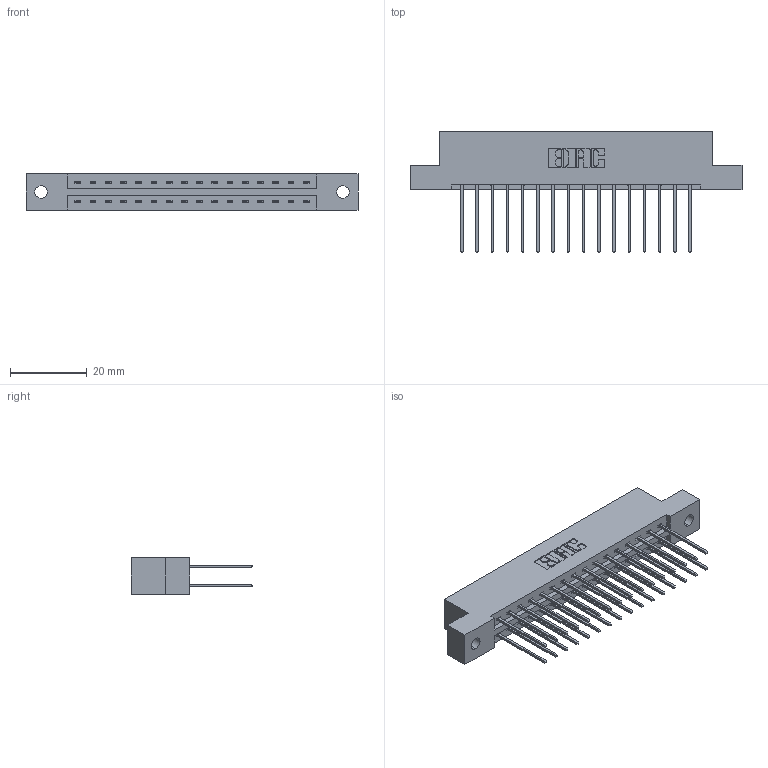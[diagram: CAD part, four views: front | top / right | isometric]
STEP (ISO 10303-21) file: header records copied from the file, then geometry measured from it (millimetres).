
FILE_DESCRIPTION (( 'STEP AP203' ), '1' );
FILE_NAME ('337-032-542-202.STEP', '2019-10-08T19:26:58', ( '' ), ( '' ), 'SwSTEP 2.0', 'SolidWorks 2016', '' );
FILE_SCHEMA (( 'CONFIG_CONTROL_DESIGN' ));
Length unit declared in the file: inch
Products named in the file (3): 337-032-542-202; 345-292-001_345-293-142; 337 Part_Flush Mounting Lugs - 0.128 Dia
Assembly tree (33 placements, depth 2):
  337-032-542-202
    337 Part_Flush Mounting Lugs - 0.128 Dia
    345-292-001_345-293-142  x32
Bounding box: 86.41 x 31.63 x 9.4 mm (x, y, z)
Volume: 8873.1 mm3; surface area: 10249.4 mm2
Topology: 33 solids, 33 shells, 1842 faces, 5463 edges, 3598 vertices
Faces by surface type: plane 1286, cylinder 556
Entity records: 15789 total; most frequent: CARTESIAN_POINT 2682, ORIENTED_EDGE 2618, DIRECTION 2329, EDGE_CURVE 1309, LINE 1181, VECTOR 1181, VERTEX_POINT 870, AXIS2_PLACEMENT_3D 574
